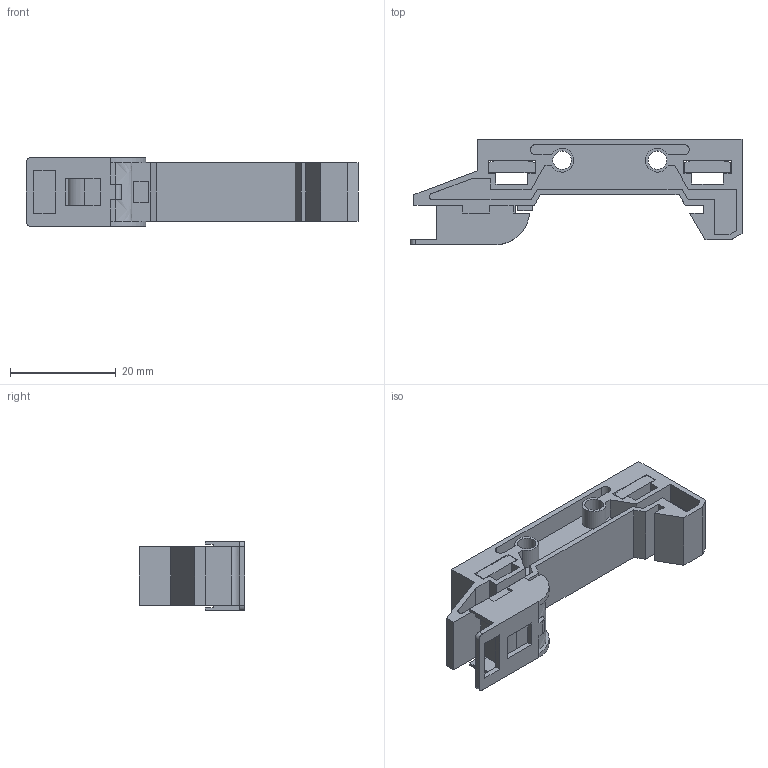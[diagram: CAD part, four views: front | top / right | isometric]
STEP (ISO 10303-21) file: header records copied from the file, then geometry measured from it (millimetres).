
FILE_DESCRIPTION(/* description */ (''),/* implementation_level */ '2;1');
FILE_NAME(/* name */ 'wm-35-din-bracket.step',/* time_stamp */ '2022-03-16T12:54:46+01:00',/* author */ (''),/* organization */ (''),/* preprocessor_version */ 'ST-DEVELOPER v18.1',/* originating_system */ 'Autodesk Translation Framework v10.13.0.1454',/* authorisation */ '');
FILE_SCHEMA (('AUTOMOTIVE_DESIGN { 1 0 10303 214 3 1 1 }'));
Length unit declared in the file: millimetre
Products named in the file (1): wm-35-din-bracket
Bounding box: 62.75 x 20 x 13 mm (x, y, z)
Volume: 5497.7 mm3; surface area: 7070.5 mm2
Topology: 4 solids, 4 shells, 173 faces, 481 edges, 320 vertices
Faces by surface type: plane 139, cylinder 28, bspline 6
Full cylindrical faces by diameter (mm): 2.5 x1, 3 x2, 3.5 x2, 5 x2
Entity records: 5572 total; most frequent: CARTESIAN_POINT 1005, ORIENTED_EDGE 962, DIRECTION 887, EDGE_CURVE 481, LINE 411, VECTOR 411, VERTEX_POINT 320, AXIS2_PLACEMENT_3D 238
